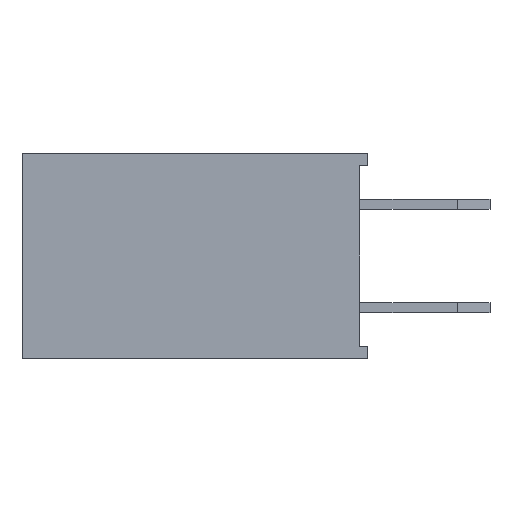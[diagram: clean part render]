
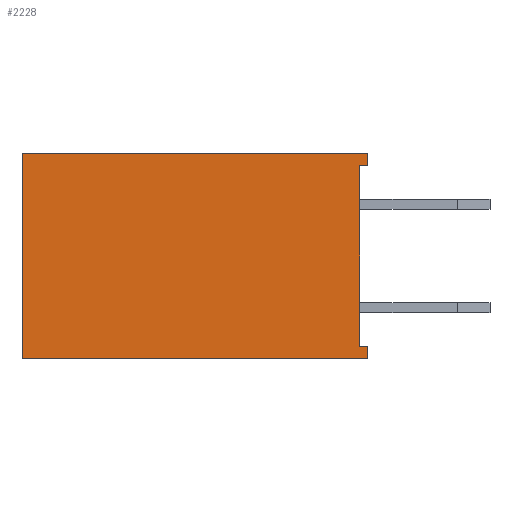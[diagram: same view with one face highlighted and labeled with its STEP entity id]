
A CAD part, left-side view. The second image highlights one B-rep face of the part: STEP entity #2228.
In plain terms, the highlighted planar face has unit normal (-1, 0, 0).
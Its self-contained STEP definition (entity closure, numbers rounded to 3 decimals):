
#112=FACE_OUTER_BOUND('',#240,.T.);
#240=EDGE_LOOP('',(#1503,#1504,#1505,#1506,#1507,#1508,#1509,#1510));
#373=LINE('',#3250,#655);
#376=LINE('',#3255,#658);
#378=LINE('',#3259,#660);
#380=LINE('',#3263,#662);
#390=LINE('',#3283,#672);
#392=LINE('',#3287,#674);
#393=LINE('',#3290,#675);
#394=LINE('',#3291,#676);
#655=VECTOR('',#2610,1000.);
#658=VECTOR('',#2615,1000.);
#660=VECTOR('',#2619,1000.);
#662=VECTOR('',#2623,1000.);
#672=VECTOR('',#2635,1000.);
#674=VECTOR('',#2639,1000.);
#675=VECTOR('',#2642,1000.);
#676=VECTOR('',#2643,1000.);
#936=VERTEX_POINT('',#3247);
#937=VERTEX_POINT('',#3249);
#938=VERTEX_POINT('',#3253);
#939=VERTEX_POINT('',#3257);
#940=VERTEX_POINT('',#3261);
#949=VERTEX_POINT('',#3281);
#950=VERTEX_POINT('',#3285);
#951=VERTEX_POINT('',#3289);
#1145=EDGE_CURVE('',#937,#936,#373,.T.);
#1148=EDGE_CURVE('',#936,#938,#376,.T.);
#1150=EDGE_CURVE('',#938,#939,#378,.T.);
#1152=EDGE_CURVE('',#940,#939,#380,.T.);
#1162=EDGE_CURVE('',#949,#940,#390,.T.);
#1164=EDGE_CURVE('',#949,#950,#392,.T.);
#1165=EDGE_CURVE('',#950,#951,#393,.T.);
#1166=EDGE_CURVE('',#951,#937,#394,.T.);
#1503=ORIENTED_EDGE('',*,*,#1148,.T.);
#1504=ORIENTED_EDGE('',*,*,#1150,.T.);
#1505=ORIENTED_EDGE('',*,*,#1152,.F.);
#1506=ORIENTED_EDGE('',*,*,#1162,.F.);
#1507=ORIENTED_EDGE('',*,*,#1164,.T.);
#1508=ORIENTED_EDGE('',*,*,#1165,.T.);
#1509=ORIENTED_EDGE('',*,*,#1166,.T.);
#1510=ORIENTED_EDGE('',*,*,#1145,.T.);
#2124=PLANE('',#2426);
#2228=ADVANCED_FACE('',(#112),#2124,.T.);
#2426=AXIS2_PLACEMENT_3D('',#3288,#2640,#2641);
#2610=DIRECTION('',(0.,-1.,0.));
#2615=DIRECTION('',(0.,0.,1.));
#2619=DIRECTION('',(0.,1.,0.));
#2623=DIRECTION('',(0.,0.,1.));
#2635=DIRECTION('',(0.,1.,0.));
#2639=DIRECTION('',(0.,0.,1.));
#2640=DIRECTION('center_axis',(-1.,0.,0.));
#2641=DIRECTION('ref_axis',(0.,0.,1.));
#2642=DIRECTION('',(0.,1.,0.));
#2643=DIRECTION('',(0.,0.,1.));
#3247=CARTESIAN_POINT('',(-1.47,-8.5,2.22));
#3249=CARTESIAN_POINT('',(-1.47,-8.3,2.22));
#3250=CARTESIAN_POINT('',(-1.47,-8.3,2.22));
#3253=CARTESIAN_POINT('',(-1.47,-8.5,2.52));
#3255=CARTESIAN_POINT('',(-1.47,-8.5,0.));
#3257=CARTESIAN_POINT('',(-1.47,0.,2.52));
#3259=CARTESIAN_POINT('',(-1.47,0.,2.52));
#3261=CARTESIAN_POINT('',(-1.47,0.,-2.52));
#3263=CARTESIAN_POINT('',(-1.47,0.,0.));
#3281=CARTESIAN_POINT('',(-1.47,-8.5,-2.52));
#3283=CARTESIAN_POINT('',(-1.47,0.,-2.52));
#3285=CARTESIAN_POINT('',(-1.47,-8.5,-2.22));
#3287=CARTESIAN_POINT('',(-1.47,-8.5,0.));
#3288=CARTESIAN_POINT('Origin',(-1.47,0.,0.));
#3289=CARTESIAN_POINT('',(-1.47,-8.3,-2.22));
#3290=CARTESIAN_POINT('',(-1.47,0.,-2.22));
#3291=CARTESIAN_POINT('',(-1.47,-8.3,0.));
